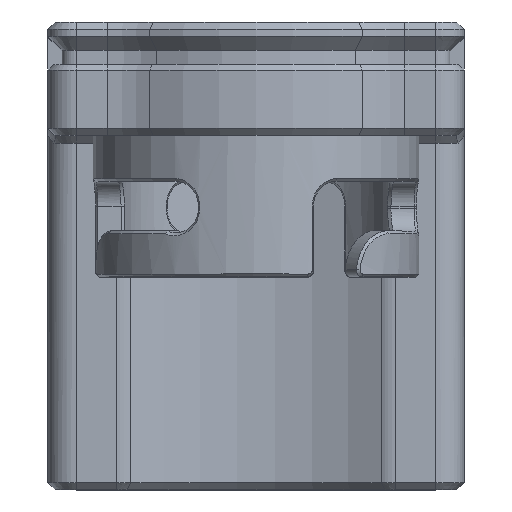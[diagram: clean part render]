
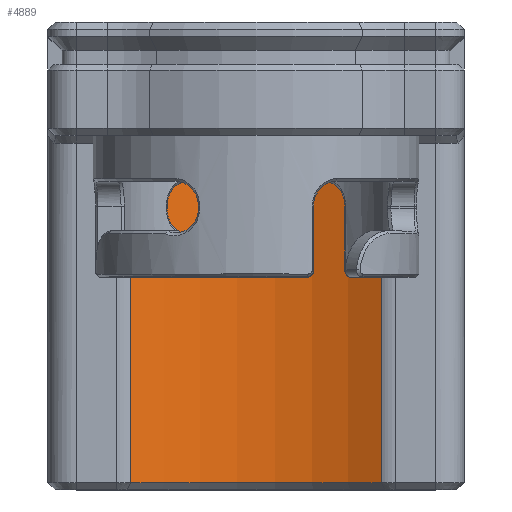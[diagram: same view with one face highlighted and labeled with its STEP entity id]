
A CAD part, top view. The second image highlights one B-rep face of the part: STEP entity #4889.
In plain terms, the highlighted cylindrical face has radius 17.5 mm (diameter 35 mm), a partial arc.
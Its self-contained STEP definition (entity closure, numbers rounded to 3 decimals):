
#319=FACE_OUTER_BOUND('',#626,.T.);
#626=EDGE_LOOP('',(#3642,#3643,#3644,#3645));
#1159=CIRCLE('',#5250,17.5);
#1163=CIRCLE('',#5259,17.5);
#1348=LINE('',#12067,#1706);
#1349=LINE('',#12071,#1707);
#1706=VECTOR('',#5872,10.);
#1707=VECTOR('',#5877,10.);
#2167=VERTEX_POINT('',#12040);
#2169=VERTEX_POINT('',#12047);
#2174=VERTEX_POINT('',#12066);
#2175=VERTEX_POINT('',#12070);
#2700=EDGE_CURVE('',#2169,#2167,#1159,.T.);
#2709=EDGE_CURVE('',#2167,#2174,#1348,.T.);
#2711=EDGE_CURVE('',#2175,#2169,#1349,.T.);
#2712=EDGE_CURVE('',#2174,#2175,#1163,.T.);
#3642=ORIENTED_EDGE('',*,*,#2700,.F.);
#3643=ORIENTED_EDGE('',*,*,#2711,.F.);
#3644=ORIENTED_EDGE('',*,*,#2712,.F.);
#3645=ORIENTED_EDGE('',*,*,#2709,.F.);
#4761=CYLINDRICAL_SURFACE('',#5258,17.5);
#4889=ADVANCED_FACE('',(#319),#4761,.F.);
#5250=AXIS2_PLACEMENT_3D('',#12049,#5852,#5853);
#5258=AXIS2_PLACEMENT_3D('',#12069,#5875,#5876);
#5259=AXIS2_PLACEMENT_3D('',#12072,#5878,#5879);
#5852=DIRECTION('center_axis',(0.,1.,0.));
#5853=DIRECTION('ref_axis',(1.,0.,0.));
#5872=DIRECTION('',(0.,1.,0.));
#5875=DIRECTION('center_axis',(0.,-1.,0.));
#5876=DIRECTION('ref_axis',(1.,0.,0.));
#5877=DIRECTION('',(0.,-1.,0.));
#5878=DIRECTION('center_axis',(0.,-1.,0.));
#5879=DIRECTION('ref_axis',(1.,0.,0.));
#12040=CARTESIAN_POINT('',(-8.846,38.24,-15.099));
#12047=CARTESIAN_POINT('',(8.846,38.24,-15.099));
#12049=CARTESIAN_POINT('Origin',(0.,38.24,0.));
#12066=CARTESIAN_POINT('',(-8.846,62.24,-15.099));
#12067=CARTESIAN_POINT('',(-8.846,62.74,-15.099));
#12069=CARTESIAN_POINT('Origin',(0.,62.74,0.));
#12070=CARTESIAN_POINT('',(8.846,62.24,-15.099));
#12071=CARTESIAN_POINT('',(8.846,62.74,-15.099));
#12072=CARTESIAN_POINT('Origin',(0.,62.24,0.));
